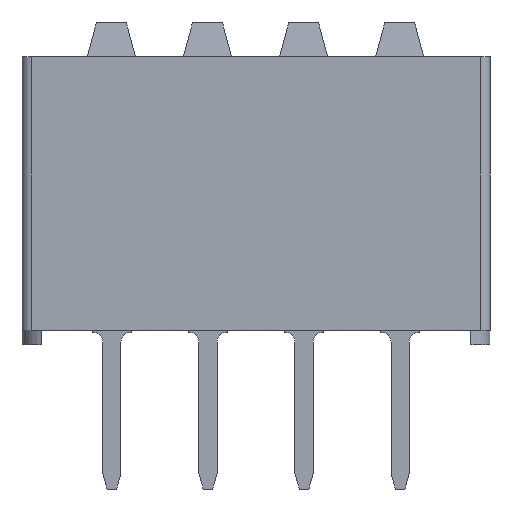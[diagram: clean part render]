
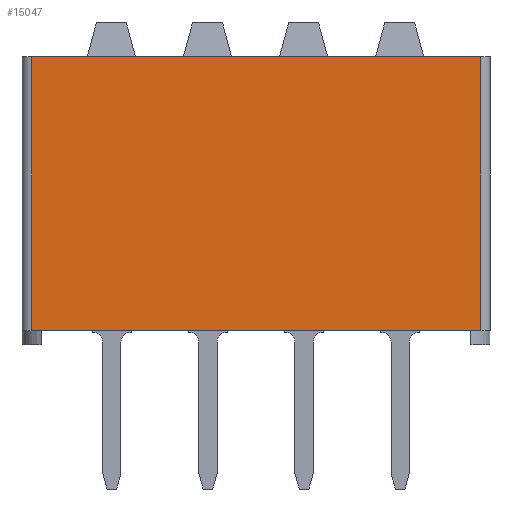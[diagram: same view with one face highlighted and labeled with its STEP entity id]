
A CAD part, front view. The second image highlights one B-rep face of the part: STEP entity #15047.
In plain terms, the highlighted planar face has unit normal (0, -1, 0).
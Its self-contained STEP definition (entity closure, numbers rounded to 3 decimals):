
#845 = DIRECTION ( 'NONE',  ( 1., 0., 0. ) ) ;
#1017 = DIRECTION ( 'NONE',  ( 0., 0., 1. ) ) ;
#2513 = LINE ( 'NONE', #16511, #17398 ) ;
#2652 = FACE_OUTER_BOUND ( 'NONE', #18663, .T. ) ;
#2775 = LINE ( 'NONE', #9171, #12499 ) ;
#4414 = DIRECTION ( 'NONE',  ( 1., 0., 0. ) ) ;
#4456 = CARTESIAN_POINT ( 'NONE',  ( 12.12, -9.652, -7.239 ) ) ;
#5065 = VERTEX_POINT ( 'NONE', #12994 ) ;
#5983 = CARTESIAN_POINT ( 'NONE',  ( 0.25, -9.652, -7.239 ) ) ;
#6444 = CARTESIAN_POINT ( 'NONE',  ( 0.25, -9.652, -7.239 ) ) ;
#8251 = ORIENTED_EDGE ( 'NONE', *, *, #15434, .T. ) ;
#9041 = PLANE ( 'NONE',  #12790 ) ;
#9171 = CARTESIAN_POINT ( 'NONE',  ( 0.25, -9.652, -7.239 ) ) ;
#10260 = EDGE_CURVE ( 'NONE', #17401, #13950, #10882, .T. ) ;
#10293 = ORIENTED_EDGE ( 'NONE', *, *, #10456, .T. ) ;
#10456 = EDGE_CURVE ( 'NONE', #17401, #5065, #2775, .T. ) ;
#10582 = CARTESIAN_POINT ( 'NONE',  ( 0.25, -9.652, 0. ) ) ;
#10645 = ORIENTED_EDGE ( 'NONE', *, *, #19821, .F. ) ;
#10882 = LINE ( 'NONE', #17322, #13485 ) ;
#11460 = DIRECTION ( 'NONE',  ( 1., 0., 0. ) ) ;
#12126 = VECTOR ( 'NONE', #1017, 1000. ) ;
#12258 = LINE ( 'NONE', #4456, #12126 ) ;
#12499 = VECTOR ( 'NONE', #11460, 1000. ) ;
#12790 = AXIS2_PLACEMENT_3D ( 'NONE', #5983, #18873, #4414 ) ;
#12994 = CARTESIAN_POINT ( 'NONE',  ( 12.12, -9.652, -7.239 ) ) ;
#13485 = VECTOR ( 'NONE', #18260, 1000. ) ;
#13850 = CARTESIAN_POINT ( 'NONE',  ( 12.12, -9.652, 0. ) ) ;
#13950 = VERTEX_POINT ( 'NONE', #10582 ) ;
#14052 = VERTEX_POINT ( 'NONE', #13850 ) ;
#15003 = ORIENTED_EDGE ( 'NONE', *, *, #10260, .F. ) ;
#15047 = ADVANCED_FACE ( 'NONE', ( #2652 ), #9041, .T. ) ;
#15434 = EDGE_CURVE ( 'NONE', #5065, #14052, #12258, .T. ) ;
#16511 = CARTESIAN_POINT ( 'NONE',  ( 0.25, -9.652, 0. ) ) ;
#17322 = CARTESIAN_POINT ( 'NONE',  ( 0.25, -9.652, -7.239 ) ) ;
#17398 = VECTOR ( 'NONE', #845, 1000. ) ;
#17401 = VERTEX_POINT ( 'NONE', #6444 ) ;
#18260 = DIRECTION ( 'NONE',  ( 0., 0., 1. ) ) ;
#18663 = EDGE_LOOP ( 'NONE', ( #10645, #15003, #10293, #8251 ) ) ;
#18873 = DIRECTION ( 'NONE',  ( 0., -1., 0. ) ) ;
#19821 = EDGE_CURVE ( 'NONE', #13950, #14052, #2513, .T. ) ;
